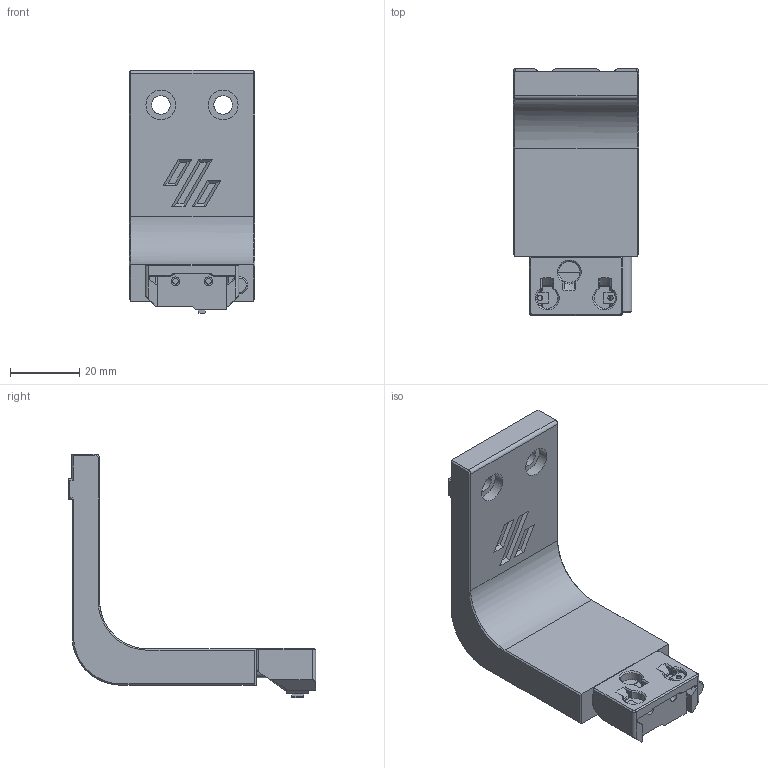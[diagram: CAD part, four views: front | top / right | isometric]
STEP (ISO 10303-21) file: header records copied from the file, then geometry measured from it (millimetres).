
FILE_DESCRIPTION(/* description */ (''),/* implementation_level */ '2;1');
FILE_NAME(/* name */ 'Assembly.stp',/* time_stamp */ '2021-11-03T01:09:58+01:00',/* author */ ('Rama'),/* organization */ (''),/* preprocessor_version */ 'ST-DEVELOPER v18.1',/* originating_system */ 'Autodesk Inventor 2022',/* authorisation */ '');
FILE_SCHEMA (('AUTOMOTIVE_DESIGN { 1 0 10303 214 3 1 1 }'));
Length unit declared in the file: millimetre
Products named in the file (5): Assembly; Glicky_3D; Bauteil17; Dock Mount fixed; Pin 5x40
Assembly tree (4 placements, depth 2):
  Assembly
    Glicky_3D
    Bauteil17
    Dock Mount fixed
    Pin 5x40
Bounding box: 36.26 x 71.48 x 70.32 mm (x, y, z)
Volume: 40618.8 mm3; surface area: 14398.2 mm2
Topology: 4 solids, 4 shells, 297 faces, 763 edges, 484 vertices
Faces by surface type: plane 204, cylinder 56, cone 21, bspline 16
Full cylindrical faces by diameter (mm): 1.5 x2, 1.6 x2, 2.5 x2, 5 x1, 5.4 x2, 6.1 x1, 8.6 x2
Entity records: 9523 total; most frequent: CARTESIAN_POINT 2095, ORIENTED_EDGE 1526, DIRECTION 1438, EDGE_CURVE 763, LINE 530, VECTOR 530, VERTEX_POINT 484, AXIS2_PLACEMENT_3D 454
